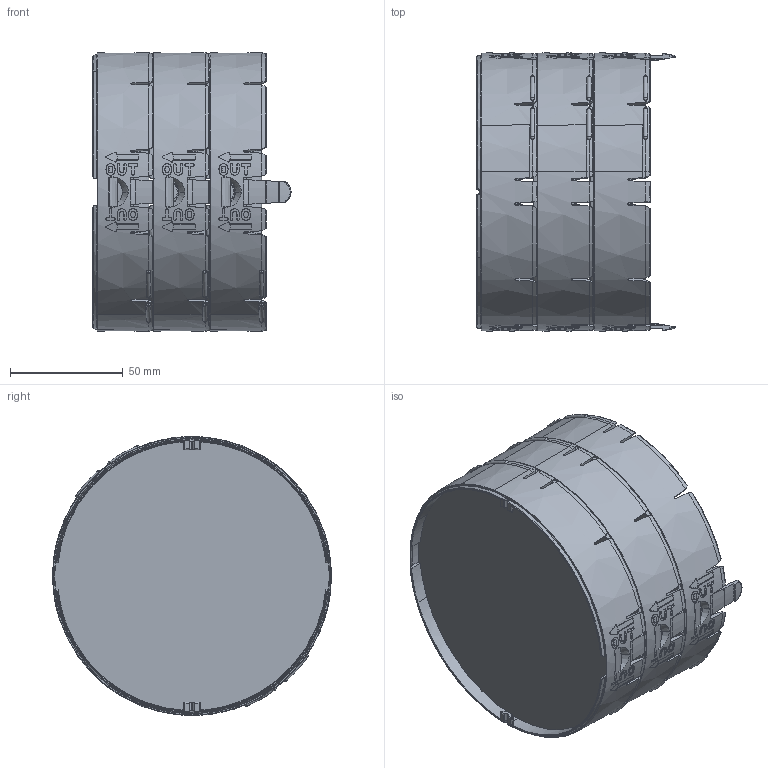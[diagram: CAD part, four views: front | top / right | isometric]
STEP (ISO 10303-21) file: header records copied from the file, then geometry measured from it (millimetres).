
FILE_DESCRIPTION(('STEP AP214'),'1');
FILE_NAME('4022049_V Thermobox 125.STP','2025-02-20T11:37:08',(' '),(' '),'Spatial InterOp 3D',' ',' ');
FILE_SCHEMA(('AUTOMOTIVE_DESIGN { 1 0 10303 214 1 1 1 1 }'));
Length unit declared in the file: millimetre
Products named in the file (1): Ring.3
Bounding box: 88 x 123.81 x 123.93 mm (x, y, z)
Volume: 238582 mm3; surface area: 143145.1 mm2
Topology: 1 solids, 1 shells, 3199 faces, 8761 edges, 5553 vertices
Faces by surface type: bspline 1464, plane 709, cylinder 432, cone 314, torus 163, sphere 75, extrusion 42
Entity records: 238025 total; most frequent: CARTESIAN_POINT 174215, ORIENTED_EDGE 17366, EDGE_CURVE 8683, DIRECTION 6572, B_SPLINE_CURVE_WITH_KNOTS 6433, VERTEX_POINT 5553, EDGE_LOOP 3276, ADVANCED_FACE 3199
